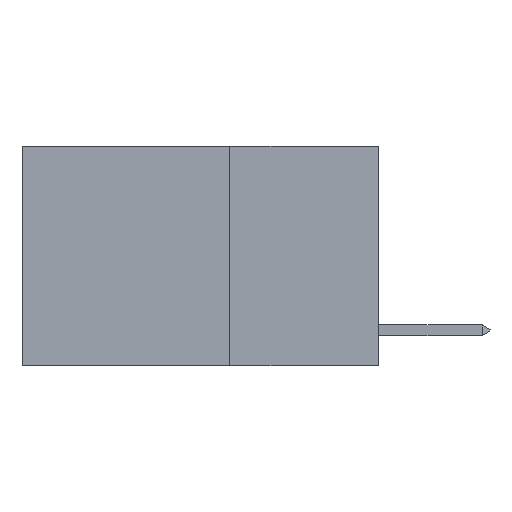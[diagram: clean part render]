
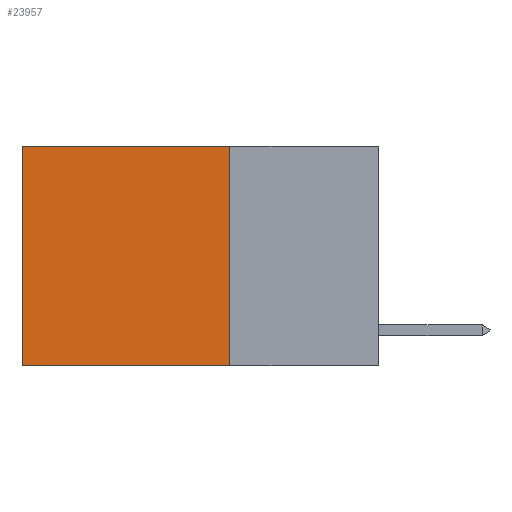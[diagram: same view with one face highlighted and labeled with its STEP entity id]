
A CAD part, left-side view. The second image highlights one B-rep face of the part: STEP entity #23957.
In plain terms, the highlighted planar face has unit normal (-1, 0, 0).
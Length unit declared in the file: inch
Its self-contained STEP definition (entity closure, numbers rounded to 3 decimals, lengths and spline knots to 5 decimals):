
#1291 = CARTESIAN_POINT ( 'NONE',  ( 0.2625, 0.6, 0. ) ) ;
#2687 = VECTOR ( 'NONE', #16560, 39.37008 ) ;
#2790 = DIRECTION ( 'NONE',  ( 0., 0., -1. ) ) ;
#2965 = EDGE_CURVE ( 'NONE', #18019, #21988, #3886, .T. ) ;
#3060 = VERTEX_POINT ( 'NONE', #4278 ) ;
#3190 = AXIS2_PLACEMENT_3D ( 'NONE', #10465, #16165, #2790 ) ;
#3886 = LINE ( 'NONE', #7601, #17163 ) ;
#4278 = CARTESIAN_POINT ( 'NONE',  ( 0.2625, 0.25, 0. ) ) ;
#4734 = LINE ( 'NONE', #20269, #2687 ) ;
#5567 = ORIENTED_EDGE ( 'NONE', *, *, #11107, .F. ) ;
#6482 = VECTOR ( 'NONE', #21437, 39.37008 ) ;
#7601 = CARTESIAN_POINT ( 'NONE',  ( 0.2625, 0.25, -0.37 ) ) ;
#8070 = ORIENTED_EDGE ( 'NONE', *, *, #14126, .T. ) ;
#8308 = EDGE_LOOP ( 'NONE', ( #8070, #11938, #5567, #15201 ) ) ;
#8722 = CARTESIAN_POINT ( 'NONE',  ( 0.2625, 0.25, -0.37 ) ) ;
#9254 = VECTOR ( 'NONE', #18817, 39.37008 ) ;
#9554 = CARTESIAN_POINT ( 'NONE',  ( 0.2625, 0.6, -0.37 ) ) ;
#9899 = EDGE_CURVE ( 'NONE', #3060, #20512, #16643, .T. ) ;
#10465 = CARTESIAN_POINT ( 'NONE',  ( 0.2625, 0.25, 0. ) ) ;
#11107 = EDGE_CURVE ( 'NONE', #3060, #18019, #4734, .T. ) ;
#11938 = ORIENTED_EDGE ( 'NONE', *, *, #2965, .F. ) ;
#12362 = PLANE ( 'NONE',  #3190 ) ;
#14126 = EDGE_CURVE ( 'NONE', #20512, #21988, #14767, .T. ) ;
#14767 = LINE ( 'NONE', #19793, #6482 ) ;
#15201 = ORIENTED_EDGE ( 'NONE', *, *, #9899, .T. ) ;
#16165 = DIRECTION ( 'NONE',  ( 1., 0., 0. ) ) ;
#16560 = DIRECTION ( 'NONE',  ( 0., 0., -1. ) ) ;
#16643 = LINE ( 'NONE', #24333, #9254 ) ;
#17163 = VECTOR ( 'NONE', #22579, 39.37008 ) ;
#18019 = VERTEX_POINT ( 'NONE', #8722 ) ;
#18817 = DIRECTION ( 'NONE',  ( 0., 1., 0. ) ) ;
#19793 = CARTESIAN_POINT ( 'NONE',  ( 0.2625, 0.6, 0. ) ) ;
#20269 = CARTESIAN_POINT ( 'NONE',  ( 0.2625, 0.25, 0. ) ) ;
#20512 = VERTEX_POINT ( 'NONE', #1291 ) ;
#21025 = FACE_OUTER_BOUND ( 'NONE', #8308, .T. ) ;
#21437 = DIRECTION ( 'NONE',  ( 0., 0., -1. ) ) ;
#21988 = VERTEX_POINT ( 'NONE', #9554 ) ;
#22579 = DIRECTION ( 'NONE',  ( 0., 1., 0. ) ) ;
#23957 = ADVANCED_FACE ( 'NONE', ( #21025 ), #12362, .F. ) ;
#24333 = CARTESIAN_POINT ( 'NONE',  ( 0.2625, 0.25, 0. ) ) ;
